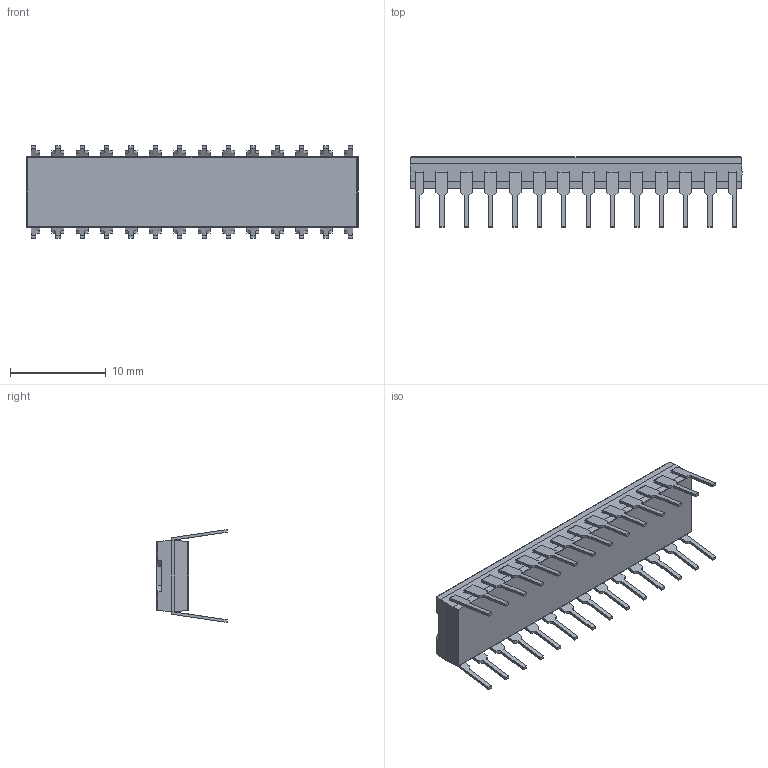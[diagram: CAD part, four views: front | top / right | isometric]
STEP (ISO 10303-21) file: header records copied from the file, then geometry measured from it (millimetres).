
FILE_DESCRIPTION(('STEP AP242'),'1');
FILE_NAME('atmega328p-pu.stp','2020-11-10T12:10:05',('TraceParts'),('TraceParts S.A.'),'Spatial InterOp 3D',' ',' ');
FILE_SCHEMA(('AP242_MANAGED_MODEL_BASED_3D_ENGINEERING_MIM_LF {1 0 10303 442 1 1 4}'));
Length unit declared in the file: millimetre
Products named in the file (1): atmega328p-pu
Bounding box: 34.6 x 7.3 x 9.68 mm (x, y, z)
Volume: 863.6 mm3; surface area: 1109.7 mm2
Topology: 1 solids, 1 shells, 383 faces, 1059 edges, 706 vertices
Faces by surface type: plane 318, cylinder 65
Entity records: 15227 total; most frequent: CARTESIAN_POINT 2237, ORIENTED_EDGE 2118, DIRECTION 1941, EDGE_CURVE 1059, LINE 929, VECTOR 929, VERTEX_POINT 706, AXIS2_PLACEMENT_3D 506
